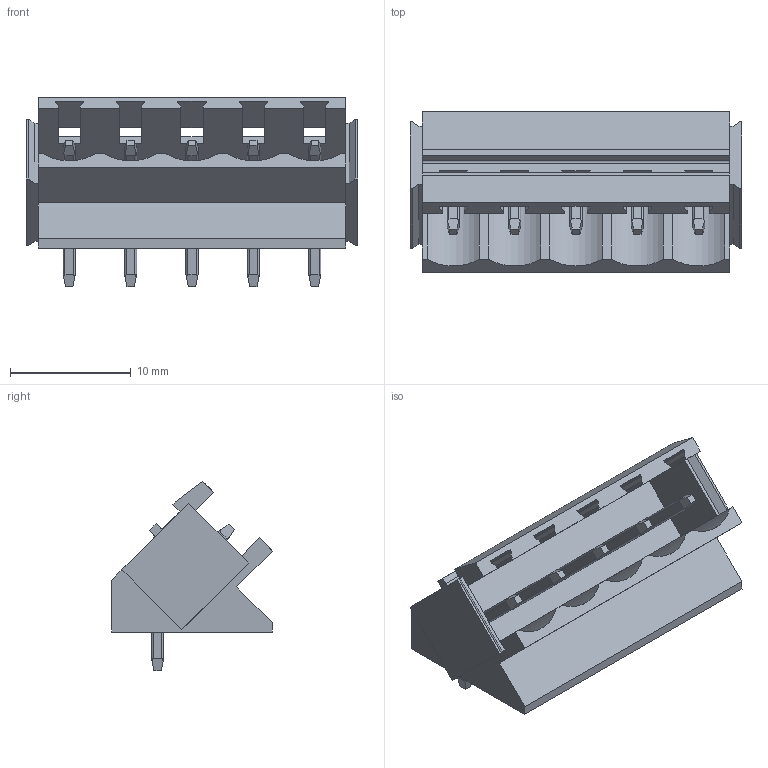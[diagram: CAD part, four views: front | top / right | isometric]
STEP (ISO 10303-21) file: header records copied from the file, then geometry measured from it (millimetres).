
FILE_DESCRIPTION(('CATIA V5 STEP Exchange','CAx-IF Rec.Pracs.--- Model Styling and Organization---1.2---2011-12-15'),'2;1');
FILE_NAME ('D1453235_0_1605560000_1605560000.stp','2018-10-10T05:01:34+00:00',('none'),('Weidmueller'),'CATIA Version 5-6 Release 2014','CATIA V5 STEP AP214','none');
FILE_SCHEMA(('AUTOMOTIVE_DESIGN { 1 0 10303 214 1 1 1 1 }'));
Length unit declared in the file: millimetre
Products named in the file (1): 1605560000
Bounding box: 27.4 x 13.3 x 15.67 mm (x, y, z)
Volume: 1652.8 mm3; surface area: 2354.9 mm2
Topology: 6 solids, 6 shells, 291 faces, 795 edges, 506 vertices
Faces by surface type: plane 204, cylinder 87
Entity records: 10062 total; most frequent: CARTESIAN_POINT 3266, ORIENTED_EDGE 1590, DIRECTION 1083, EDGE_CURVE 795, VECTOR 621, LINE 621, VERTEX_POINT 506, EDGE_LOOP 301
